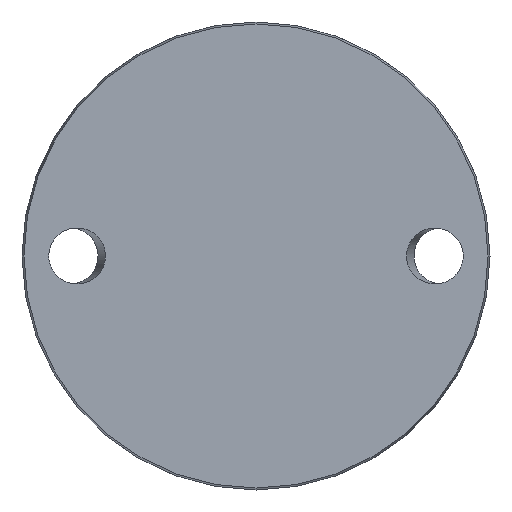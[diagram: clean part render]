
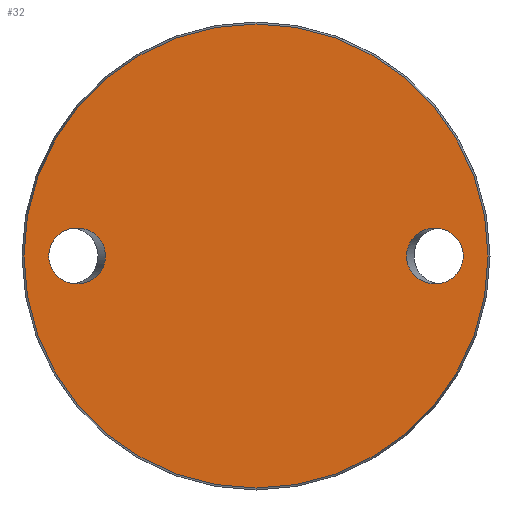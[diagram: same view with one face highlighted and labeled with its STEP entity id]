
A CAD part, front view. The second image highlights one B-rep face of the part: STEP entity #32.
In plain terms, the highlighted planar face has unit normal (0, -1, 0).
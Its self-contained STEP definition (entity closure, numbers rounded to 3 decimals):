
#32 = ADVANCED_FACE ( 'NONE', ( #547, #330, #460 ), #629, .F. ) ;
#74 = EDGE_LOOP ( 'NONE', ( #125 ) ) ;
#83 = DIRECTION ( 'NONE',  ( 0., 1., 0. ) ) ;
#110 = CARTESIAN_POINT ( 'NONE',  ( -44.385, 0., -16.5 ) ) ;
#125 = ORIENTED_EDGE ( 'NONE', *, *, #752, .F. ) ;
#150 = CARTESIAN_POINT ( 'NONE',  ( 44.385, 0., 0. ) ) ;
#163 = CARTESIAN_POINT ( 'NONE',  ( -61.115, 0., 0. ) ) ;
#201 = CARTESIAN_POINT ( 'NONE',  ( -61.115, 0., 0. ) ) ;
#204 = AXIS2_PLACEMENT_3D ( 'NONE', #854, #83, #396 ) ;
#234 =( BOUNDED_CURVE ( )  B_SPLINE_CURVE ( 3, ( #668, #344, #356, #807, #110, #739, #201 ),
 .UNSPECIFIED., .T., .T. ) 
 B_SPLINE_CURVE_WITH_KNOTS ( ( 4, 3, 4 ),
 ( 0., 3.142, 6.283 ),
 .UNSPECIFIED. ) 
 CURVE ( )  GEOMETRIC_REPRESENTATION_ITEM ( )  RATIONAL_B_SPLINE_CURVE ( ( 1., 0.333, 0.333, 1., 0.333, 0.333, 1. ) ) 
 REPRESENTATION_ITEM ( '' )  );
#242 = CARTESIAN_POINT ( 'NONE',  ( 44.385, 0., 16.5 ) ) ;
#249 = EDGE_LOOP ( 'NONE', ( #834 ) ) ;
#330 = FACE_BOUND ( 'NONE', #74, .T. ) ;
#344 = CARTESIAN_POINT ( 'NONE',  ( -61.115, 0., 16.5 ) ) ;
#356 = CARTESIAN_POINT ( 'NONE',  ( -44.385, 0., 16.5 ) ) ;
#396 = DIRECTION ( 'NONE',  ( 0., 0., 1. ) ) ;
#409 = CARTESIAN_POINT ( 'NONE',  ( 0., 0., 0. ) ) ;
#460 = FACE_OUTER_BOUND ( 'NONE', #249, .T. ) ;
#547 = FACE_BOUND ( 'NONE', #952, .T. ) ;
#556 = CARTESIAN_POINT ( 'NONE',  ( 44.385, 0., 0. ) ) ;
#582 =( BOUNDED_CURVE ( )  B_SPLINE_CURVE ( 3, ( #947, #639, #869, #942, #933, #242, #556 ),
 .UNSPECIFIED., .T., .F. ) 
 B_SPLINE_CURVE_WITH_KNOTS ( ( 4, 3, 4 ),
 ( 0., 3.142, 6.283 ),
 .UNSPECIFIED. ) 
 CURVE ( )  GEOMETRIC_REPRESENTATION_ITEM ( )  RATIONAL_B_SPLINE_CURVE ( ( 1., 0.333, 0.333, 1., 0.333, 0.333, 1. ) ) 
 REPRESENTATION_ITEM ( '' )  );
#629 = PLANE ( 'NONE',  #204 ) ;
#633 = EDGE_CURVE ( 'NONE', #673, #673, #968, .T. ) ;
#639 = CARTESIAN_POINT ( 'NONE',  ( 44.385, 0., -16.5 ) ) ;
#668 = CARTESIAN_POINT ( 'NONE',  ( -61.115, 0., 0. ) ) ;
#673 = VERTEX_POINT ( 'NONE', #990 ) ;
#739 = CARTESIAN_POINT ( 'NONE',  ( -61.115, 0., -16.5 ) ) ;
#752 = EDGE_CURVE ( 'NONE', #839, #839, #582, .T. ) ;
#780 = DIRECTION ( 'NONE',  ( 0., 0., -1. ) ) ;
#784 = VERTEX_POINT ( 'NONE', #163 ) ;
#807 = CARTESIAN_POINT ( 'NONE',  ( -44.385, 0., 0. ) ) ;
#820 = AXIS2_PLACEMENT_3D ( 'NONE', #409, #856, #780 ) ;
#825 = EDGE_CURVE ( 'NONE', #784, #784, #234, .T. ) ;
#834 = ORIENTED_EDGE ( 'NONE', *, *, #633, .T. ) ;
#839 = VERTEX_POINT ( 'NONE', #150 ) ;
#854 = CARTESIAN_POINT ( 'NONE',  ( -68.425, 0., 0. ) ) ;
#856 = DIRECTION ( 'NONE',  ( 0., -1., 0. ) ) ;
#869 = CARTESIAN_POINT ( 'NONE',  ( 61.115, 0., -16.5 ) ) ;
#933 = CARTESIAN_POINT ( 'NONE',  ( 61.115, 0., 16.5 ) ) ;
#942 = CARTESIAN_POINT ( 'NONE',  ( 61.115, 0., 0. ) ) ;
#947 = CARTESIAN_POINT ( 'NONE',  ( 44.385, 0., 0. ) ) ;
#952 = EDGE_LOOP ( 'NONE', ( #973 ) ) ;
#968 = CIRCLE ( 'NONE', #820, 68.425 ) ;
#973 = ORIENTED_EDGE ( 'NONE', *, *, #825, .T. ) ;
#990 = CARTESIAN_POINT ( 'NONE',  ( 0., 0., -68.425 ) ) ;
